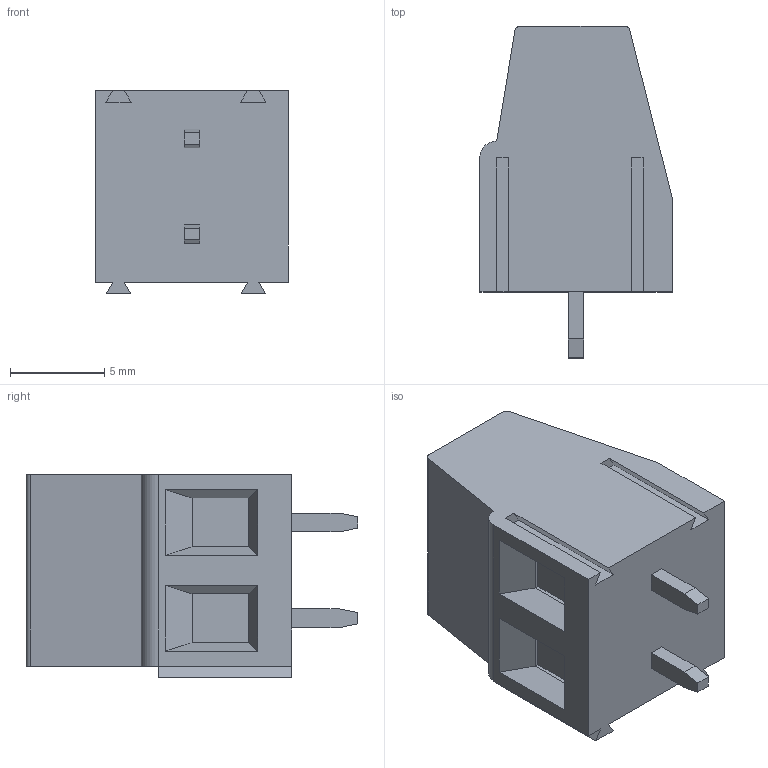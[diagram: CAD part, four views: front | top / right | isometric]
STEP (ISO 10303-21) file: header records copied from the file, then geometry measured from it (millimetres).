
FILE_DESCRIPTION (( 'STEP AP214' ), '1' );
FILE_NAME ('CUI_DEVICES_TB004-508-02BE.step', '2021-01-15T00:32:47', ( '' ), ( '' ), 'SwSTEP 2.0', 'SolidWorks 2020', '' );
FILE_SCHEMA (( 'AUTOMOTIVE_DESIGN' ));
Length unit declared in the file: millimetre
Products named in the file (2): TB004-508-02P_Blue - S; CUI_DEVICES_TB004-508-02BE
Assembly tree (1 placements, depth 2):
  CUI_DEVICES_TB004-508-02BE
    TB004-508-02P_Blue - S
Bounding box: 10.2 x 17.6 x 10.76 mm (x, y, z)
Volume: 1196.9 mm3; surface area: 925.5 mm2
Topology: 1 solids, 1 shells, 91 faces, 227 edges, 144 vertices
Faces by surface type: plane 66, torus 10, cone 8, cylinder 7
Entity records: 3374 total; most frequent: CARTESIAN_POINT 618, ORIENTED_EDGE 454, DIRECTION 447, EDGE_CURVE 227, VECTOR 165, LINE 165, VERTEX_POINT 144, AXIS2_PLACEMENT_3D 141
